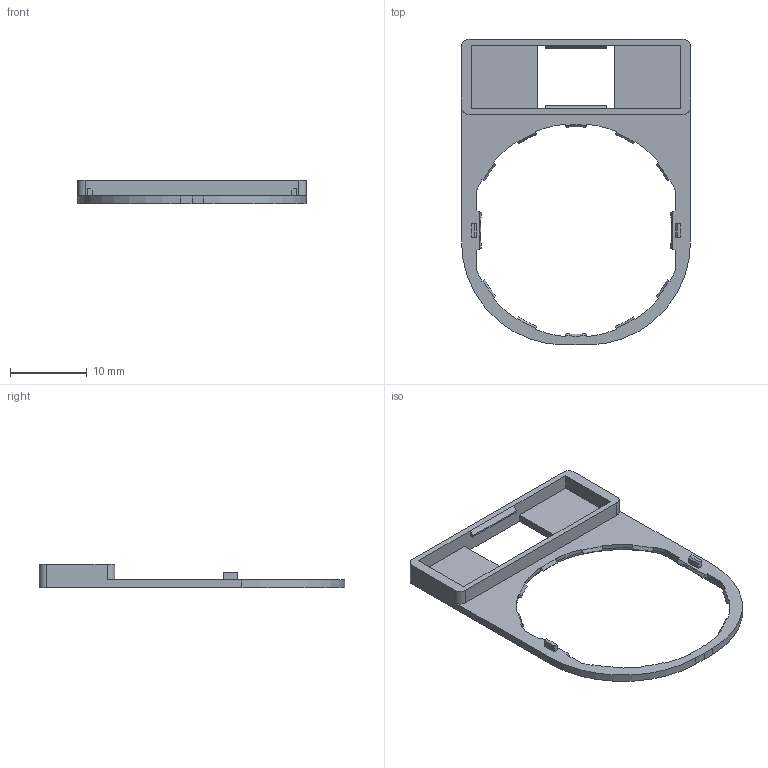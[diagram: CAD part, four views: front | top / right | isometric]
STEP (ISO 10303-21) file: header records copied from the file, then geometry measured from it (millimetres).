
FILE_DESCRIPTION((''),'2;1');
FILE_NAME('ZBY2367-3D_ASM','2020-12-21T16:32:54',('SESA231899'),('Schneider-Electric'),'CREO PARAMETRIC BY PTC INC, 2019164','CREO PARAMETRIC BY PTC INC, 2019164','');
FILE_SCHEMA(('AP242_MANAGED_MODEL_BASED_3D_ENGINEERING_MIM_LF { 1 0 10303 442 1 1 4 }'));
Length unit declared in the file: millimetre
Products named in the file (2): ZBY2367-3D_QGH8294801; ZBY2367-3D_ASM
Assembly tree (1 placements, depth 2):
  ZBY2367-3D_ASM
    ZBY2367-3D_QGH8294801
Bounding box: 29.8 x 39.8 x 3 mm (x, y, z)
Volume: 569.9 mm3; surface area: 1459.8 mm2
Topology: 1 solids, 1 shells, 113 faces, 326 edges, 220 vertices
Faces by surface type: plane 69, cylinder 34, cone 10
Entity records: 4503 total; most frequent: CARTESIAN_POINT 775, ORIENTED_EDGE 646, DIRECTION 624, EDGE_CURVE 323, VECTOR 228, LINE 228, VERTEX_POINT 214, AXIS2_PLACEMENT_3D 198
